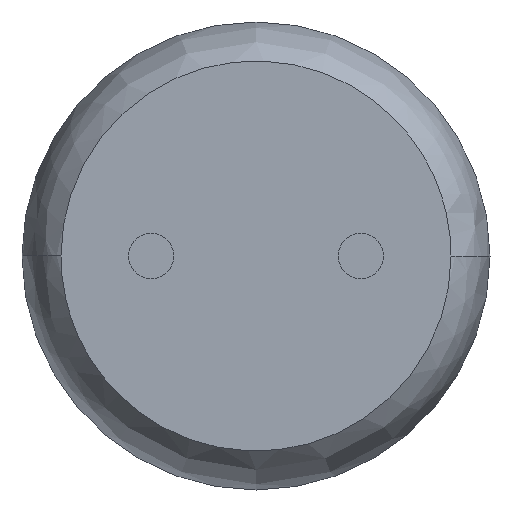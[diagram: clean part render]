
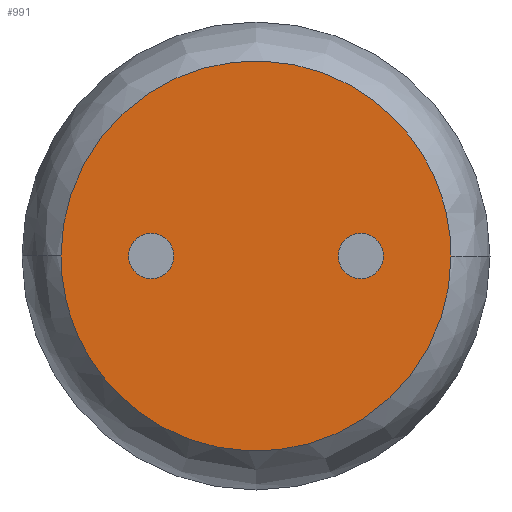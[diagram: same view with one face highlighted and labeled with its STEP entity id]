
A CAD part, front view. The second image highlights one B-rep face of the part: STEP entity #991.
In plain terms, the highlighted planar face has unit normal (0, -1, 0).
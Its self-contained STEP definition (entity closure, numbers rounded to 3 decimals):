
#262 = ORIENTED_EDGE ( 'NONE', *, *, #1292, .F. ) ;
#343 = AXIS2_PLACEMENT_3D ( 'NONE', #3166, #4974, #1855 ) ;
#687 = CARTESIAN_POINT ( 'NONE',  ( 1.5, 0., -0.325 ) ) ;
#724 = CARTESIAN_POINT ( 'NONE',  ( -2.792, 0., 0. ) ) ;
#824 = AXIS2_PLACEMENT_3D ( 'NONE', #2567, #3417, #4329 ) ;
#912 = VERTEX_POINT ( 'NONE', #1126 ) ;
#991 = ADVANCED_FACE ( 'NONE', ( #5589, #5645 ), #1623, .T. ) ;
#1126 = CARTESIAN_POINT ( 'NONE',  ( 1.5, 0., 0.325 ) ) ;
#1173 = VERTEX_POINT ( 'NONE', #687 ) ;
#1217 = EDGE_CURVE ( 'NONE', #1173, #912, #4784, .T. ) ;
#1272 = CARTESIAN_POINT ( 'NONE',  ( 2.792, 0., 0. ) ) ;
#1292 = EDGE_CURVE ( 'NONE', #912, #1173, #2896, .T. ) ;
#1381 = ORIENTED_EDGE ( 'NONE', *, *, #4660, .F. ) ;
#1432 = CARTESIAN_POINT ( 'NONE',  ( -2.792, 0., 0. ) ) ;
#1623 = PLANE ( 'NONE',  #824 ) ;
#1664 = EDGE_LOOP ( 'NONE', ( #3058, #1381 ) ) ;
#1744 = CARTESIAN_POINT ( 'NONE',  ( 2.792, 0., 5.584 ) ) ;
#1855 = DIRECTION ( 'NONE',  ( 0., 0., -1. ) ) ;
#2458 =( BOUNDED_CURVE ( )  B_SPLINE_CURVE ( 3, ( #3977, #5737, #1744, #1272 ),
 .UNSPECIFIED., .F., .F. ) 
 B_SPLINE_CURVE_WITH_KNOTS ( ( 4, 4 ),
 ( 0., 0.009 ),
 .UNSPECIFIED. ) 
 CURVE ( )  GEOMETRIC_REPRESENTATION_ITEM ( )  RATIONAL_B_SPLINE_CURVE ( ( 1., 0.333, 0.333, 1. ) ) 
 REPRESENTATION_ITEM ( '' )  );
#2567 = CARTESIAN_POINT ( 'NONE',  ( 0., 0., 0. ) ) ;
#2590 = CARTESIAN_POINT ( 'NONE',  ( -2.792, 0., -5.584 ) ) ;
#2896 = CIRCLE ( 'NONE', #343, 0.325 ) ;
#3058 = ORIENTED_EDGE ( 'NONE', *, *, #3956, .F. ) ;
#3166 = CARTESIAN_POINT ( 'NONE',  ( 1.5, 0., 0. ) ) ;
#3245 =( BOUNDED_CURVE ( )  B_SPLINE_CURVE ( 3, ( #5301, #5278, #2590, #724 ),
 .UNSPECIFIED., .F., .F. ) 
 B_SPLINE_CURVE_WITH_KNOTS ( ( 4, 4 ),
 ( 0., 0.009 ),
 .UNSPECIFIED. ) 
 CURVE ( )  GEOMETRIC_REPRESENTATION_ITEM ( )  RATIONAL_B_SPLINE_CURVE ( ( 1., 0.333, 0.333, 1. ) ) 
 REPRESENTATION_ITEM ( '' )  );
#3417 = DIRECTION ( 'NONE',  ( 0., -1., 0. ) ) ;
#3435 = VERTEX_POINT ( 'NONE', #4046 ) ;
#3846 = DIRECTION ( 'NONE',  ( 0., -1., 0. ) ) ;
#3956 = EDGE_CURVE ( 'NONE', #4863, #3435, #2458, .T. ) ;
#3977 = CARTESIAN_POINT ( 'NONE',  ( -2.792, 0., 0. ) ) ;
#4046 = CARTESIAN_POINT ( 'NONE',  ( 2.792, 0., 0. ) ) ;
#4238 = DIRECTION ( 'NONE',  ( 0., 0., -1. ) ) ;
#4329 = DIRECTION ( 'NONE',  ( 0., 0., -1. ) ) ;
#4510 = EDGE_LOOP ( 'NONE', ( #262, #5392 ) ) ;
#4660 = EDGE_CURVE ( 'NONE', #3435, #4863, #3245, .T. ) ;
#4784 = CIRCLE ( 'NONE', #5422, 0.325 ) ;
#4863 = VERTEX_POINT ( 'NONE', #1432 ) ;
#4974 = DIRECTION ( 'NONE',  ( 0., -1., 0. ) ) ;
#5168 = CARTESIAN_POINT ( 'NONE',  ( 1.5, 0., 0. ) ) ;
#5278 = CARTESIAN_POINT ( 'NONE',  ( 2.792, 0., -5.584 ) ) ;
#5301 = CARTESIAN_POINT ( 'NONE',  ( 2.792, 0., 0. ) ) ;
#5392 = ORIENTED_EDGE ( 'NONE', *, *, #1217, .F. ) ;
#5422 = AXIS2_PLACEMENT_3D ( 'NONE', #5168, #3846, #4238 ) ;
#5589 = FACE_BOUND ( 'NONE', #4510, .T. ) ;
#5645 = FACE_OUTER_BOUND ( 'NONE', #1664, .T. ) ;
#5737 = CARTESIAN_POINT ( 'NONE',  ( -2.792, 0., 5.584 ) ) ;
